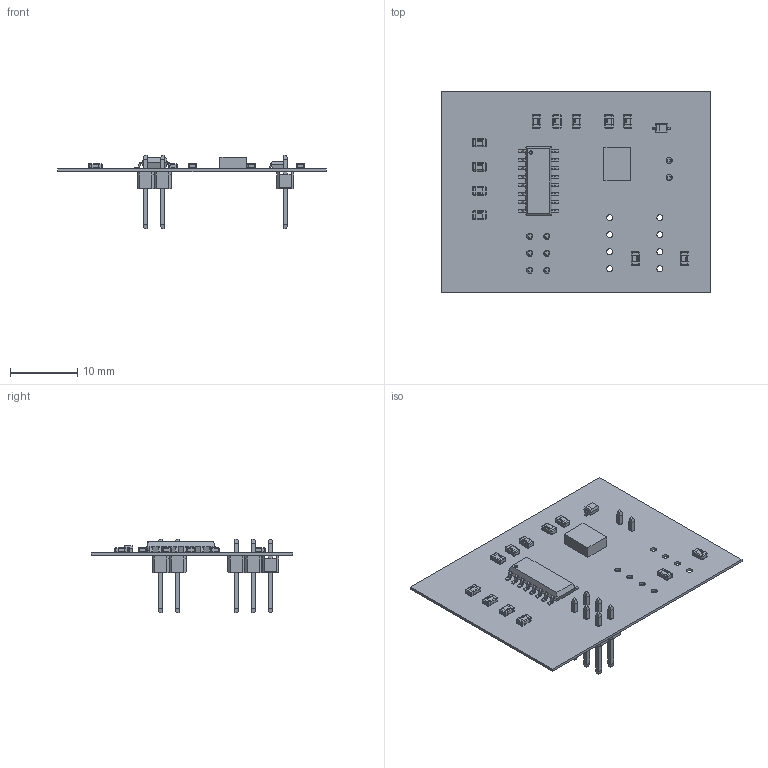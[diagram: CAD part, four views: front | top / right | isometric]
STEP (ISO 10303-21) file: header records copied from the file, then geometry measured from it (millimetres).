
FILE_DESCRIPTION(('Open CASCADE Model'),'2;1');
FILE_NAME('Open CASCADE Shape Model','2012-12-05T20:07:20',('Author'),( 'Open CASCADE'),'Open CASCADE STEP processor 6.2','Open CASCADE 6.2' ,'Unknown');
FILE_SCHEMA(('AUTOMOTIVE_DESIGN { 1 0 10303 214 1 1 1 1 }'));
Length unit declared in the file: millimetre
Products named in the file (24): PCB; Board; C1; SW3dPS-0805_SMD_Capacitor; C2; C3; C4; C5; C6; C7; C8; C9; C10; C11; COMM1; SW3DPS-HEADER_2_54_VERTICAL_2X-DEFAULT; D1; SOD-323; P1; U1; 357033040; Extruded; U2; so16
Assembly tree (36 placements, depth 4):
  PCB
    Board
    C1
      SW3dPS-0805_SMD_Capacitor
    C2
      SW3dPS-0805_SMD_Capacitor
    C3
      SW3dPS-0805_SMD_Capacitor
    C4
      SW3dPS-0805_SMD_Capacitor
    C5
      SW3dPS-0805_SMD_Capacitor
    C6
      SW3dPS-0805_SMD_Capacitor
    C7
      SW3dPS-0805_SMD_Capacitor
    C8
      SW3dPS-0805_SMD_Capacitor
    C9
      SW3dPS-0805_SMD_Capacitor
    C10
      SW3dPS-0805_SMD_Capacitor
    C11
      SW3dPS-0805_SMD_Capacitor
    COMM1
      SW3DPS-HEADER_2_54_VERTICAL_2X-DEFAULT  x3
    D1
      SOD-323
    P1
      SW3DPS-HEADER_2_54_VERTICAL_2X-DEFAULT
    U1
      357033040
        Extruded
    U2
      so16
Bounding box: 40 x 30 x 11 mm (x, y, z)
Volume: 720.6 mm3; surface area: 3205.4 mm2
Topology: 19 solids, 19 shells, 1524 faces, 3777 edges, 2278 vertices
Faces by surface type: plane 733, bspline 385, cylinder 308, sphere 88, cone 10
Full cylindrical faces by diameter (mm): 0.9 x16
Entity records: 36393 total; most frequent: CARTESIAN_POINT 10825, DIRECTION 3869, LINE 2485, VECTOR 2485, ORIENTED_EDGE 2360, PCURVE 2360, DEFINITIONAL_REPRESENTATION 2360, EDGE_CURVE 1180
